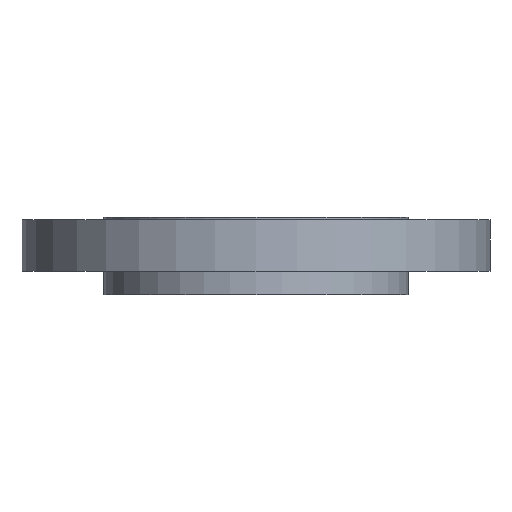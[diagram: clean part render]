
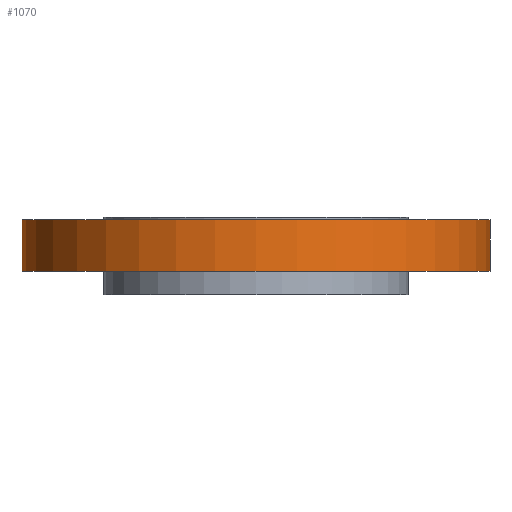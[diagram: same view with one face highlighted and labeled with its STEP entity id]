
A CAD part, front view. The second image highlights one B-rep face of the part: STEP entity #1070.
In plain terms, the highlighted cylindrical face has radius 158.75 mm (diameter 317.5 mm), a partial arc.
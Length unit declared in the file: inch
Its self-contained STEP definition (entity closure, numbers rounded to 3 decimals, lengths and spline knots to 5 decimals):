
#78 = DIRECTION ( 'NONE',  ( 0., 0., 1. ) ) ;
#84 = DIRECTION ( 'NONE',  ( 1., 0., 0. ) ) ;
#135 = CARTESIAN_POINT ( 'NONE',  ( -6.25, 0., -1.44 ) ) ;
#168 = EDGE_CURVE ( 'NONE', #1249, #397, #417, .T. ) ;
#220 = DIRECTION ( 'NONE',  ( 1., 0., 0. ) ) ;
#226 = CARTESIAN_POINT ( 'NONE',  ( 6.25, 0., -0.0625 ) ) ;
#228 = EDGE_LOOP ( 'NONE', ( #774, #888, #992, #234 ) ) ;
#234 = ORIENTED_EDGE ( 'NONE', *, *, #168, .F. ) ;
#368 = CIRCLE ( 'NONE', #1096, 6.25 ) ;
#384 = CARTESIAN_POINT ( 'NONE',  ( 0., 0., -0.0625 ) ) ;
#395 = AXIS2_PLACEMENT_3D ( 'NONE', #887, #715, #220 ) ;
#397 = VERTEX_POINT ( 'NONE', #226 ) ;
#417 = CIRCLE ( 'NONE', #1145, 6.25 ) ;
#470 = CARTESIAN_POINT ( 'NONE',  ( 6.25, 0., -19.11767 ) ) ;
#476 = DIRECTION ( 'NONE',  ( 0., 0., 1. ) ) ;
#535 = EDGE_CURVE ( 'NONE', #1290, #1249, #1037, .T. ) ;
#551 = CARTESIAN_POINT ( 'NONE',  ( -6.25, 0., -19.11767 ) ) ;
#563 = DIRECTION ( 'NONE',  ( 1., 0., 0. ) ) ;
#578 = FACE_OUTER_BOUND ( 'NONE', #228, .T. ) ;
#595 = CYLINDRICAL_SURFACE ( 'NONE', #395, 6.25 ) ;
#661 = CARTESIAN_POINT ( 'NONE',  ( 0., 0., -1.44 ) ) ;
#715 = DIRECTION ( 'NONE',  ( 0., 0., 1. ) ) ;
#758 = CARTESIAN_POINT ( 'NONE',  ( 6.25, 0., -1.44 ) ) ;
#774 = ORIENTED_EDGE ( 'NONE', *, *, #535, .F. ) ;
#831 = CARTESIAN_POINT ( 'NONE',  ( -6.25, 0., -0.0625 ) ) ;
#887 = CARTESIAN_POINT ( 'NONE',  ( 0., 0., -19.11767 ) ) ;
#888 = ORIENTED_EDGE ( 'NONE', *, *, #914, .F. ) ;
#889 = VERTEX_POINT ( 'NONE', #758 ) ;
#914 = EDGE_CURVE ( 'NONE', #889, #1290, #368, .T. ) ;
#947 = DIRECTION ( 'NONE',  ( 0., 0., 1. ) ) ;
#951 = EDGE_CURVE ( 'NONE', #889, #397, #1272, .T. ) ;
#992 = ORIENTED_EDGE ( 'NONE', *, *, #951, .T. ) ;
#1037 = LINE ( 'NONE', #551, #1238 ) ;
#1060 = DIRECTION ( 'NONE',  ( 0., 0., -1. ) ) ;
#1070 = ADVANCED_FACE ( 'NONE', ( #578 ), #595, .T. ) ;
#1096 = AXIS2_PLACEMENT_3D ( 'NONE', #661, #1060, #563 ) ;
#1145 = AXIS2_PLACEMENT_3D ( 'NONE', #384, #78, #84 ) ;
#1238 = VECTOR ( 'NONE', #947, 39.37008 ) ;
#1249 = VERTEX_POINT ( 'NONE', #831 ) ;
#1268 = VECTOR ( 'NONE', #476, 39.37008 ) ;
#1272 = LINE ( 'NONE', #470, #1268 ) ;
#1290 = VERTEX_POINT ( 'NONE', #135 ) ;
